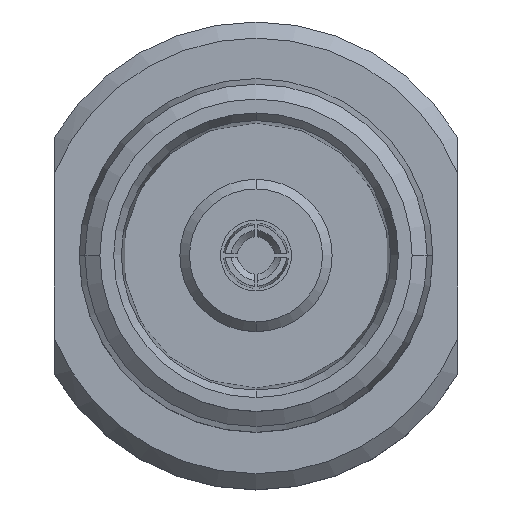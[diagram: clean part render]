
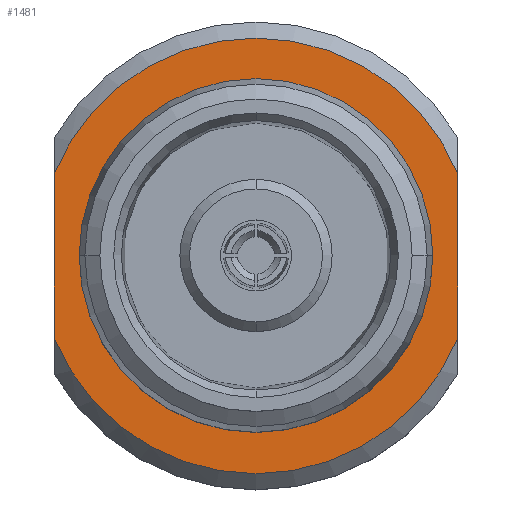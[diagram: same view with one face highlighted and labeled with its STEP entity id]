
A CAD part, top view. The second image highlights one B-rep face of the part: STEP entity #1481.
In plain terms, the highlighted planar face has unit normal (0, 0, 1).
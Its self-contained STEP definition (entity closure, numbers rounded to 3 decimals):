
#42 = CARTESIAN_POINT ( 'NONE',  ( 0., 0., -11.3 ) ) ;
#62 = CARTESIAN_POINT ( 'NONE',  ( 6.25, 3.674, -11.3 ) ) ;
#327 = AXIS2_PLACEMENT_3D ( 'NONE', #1380, #4238, #1802 ) ;
#445 = DIRECTION ( 'NONE',  ( 1., 0., 0. ) ) ;
#461 = DIRECTION ( 'NONE',  ( 0., 1., 0. ) ) ;
#469 = VERTEX_POINT ( 'NONE', #2351 ) ;
#599 = FACE_OUTER_BOUND ( 'NONE', #830, .T. ) ;
#685 = EDGE_CURVE ( 'NONE', #1524, #4751, #4817, .T. ) ;
#751 = LINE ( 'NONE', #2636, #4809 ) ;
#799 = CARTESIAN_POINT ( 'NONE',  ( 0., 0., -11.3 ) ) ;
#830 = EDGE_LOOP ( 'NONE', ( #3135, #4901, #1796, #1891 ) ) ;
#882 = AXIS2_PLACEMENT_3D ( 'NONE', #799, #3629, #1200 ) ;
#1200 = DIRECTION ( 'NONE',  ( 1., 0., 0. ) ) ;
#1224 = DIRECTION ( 'NONE',  ( 0., 0., 1. ) ) ;
#1358 = CARTESIAN_POINT ( 'NONE',  ( -4.84, 0., -11.3 ) ) ;
#1365 = PLANE ( 'NONE',  #327 ) ;
#1380 = CARTESIAN_POINT ( 'NONE',  ( 0., 4.84, -11.3 ) ) ;
#1481 = ADVANCED_FACE ( 'NONE', ( #1549, #599 ), #1365, .F. ) ;
#1524 = VERTEX_POINT ( 'NONE', #2644 ) ;
#1549 = FACE_BOUND ( 'NONE', #2296, .T. ) ;
#1796 = ORIENTED_EDGE ( 'NONE', *, *, #3161, .F. ) ;
#1802 = DIRECTION ( 'NONE',  ( -1., 0., 0. ) ) ;
#1891 = ORIENTED_EDGE ( 'NONE', *, *, #685, .T. ) ;
#2136 = DIRECTION ( 'NONE',  ( 0., 0., 1. ) ) ;
#2246 = CIRCLE ( 'NONE', #882, 6.75 ) ;
#2296 = EDGE_LOOP ( 'NONE', ( #5225, #3208 ) ) ;
#2351 = CARTESIAN_POINT ( 'NONE',  ( -6.25, 2.55, -11.3 ) ) ;
#2381 = EDGE_CURVE ( 'NONE', #3626, #2609, #3062, .T. ) ;
#2609 = VERTEX_POINT ( 'NONE', #1358 ) ;
#2636 = CARTESIAN_POINT ( 'NONE',  ( -6.25, 3.674, -11.3 ) ) ;
#2644 = CARTESIAN_POINT ( 'NONE',  ( -6.25, -2.55, -11.3 ) ) ;
#2813 = AXIS2_PLACEMENT_3D ( 'NONE', #3656, #1224, #4068 ) ;
#2874 = DIRECTION ( 'NONE',  ( 0., 0., 1. ) ) ;
#2899 = CARTESIAN_POINT ( 'NONE',  ( 6.25, -2.55, -11.3 ) ) ;
#3062 = CIRCLE ( 'NONE', #5202, 4.84 ) ;
#3135 = ORIENTED_EDGE ( 'NONE', *, *, #4004, .T. ) ;
#3161 = EDGE_CURVE ( 'NONE', #1524, #469, #751, .T. ) ;
#3208 = ORIENTED_EDGE ( 'NONE', *, *, #5200, .F. ) ;
#3331 = LINE ( 'NONE', #62, #4291 ) ;
#3342 = CARTESIAN_POINT ( 'NONE',  ( 4.84, 0., -11.3 ) ) ;
#3626 = VERTEX_POINT ( 'NONE', #3342 ) ;
#3629 = DIRECTION ( 'NONE',  ( 0., 0., 1. ) ) ;
#3656 = CARTESIAN_POINT ( 'NONE',  ( 0., 0., -11.3 ) ) ;
#3760 = CIRCLE ( 'NONE', #4141, 4.84 ) ;
#4004 = EDGE_CURVE ( 'NONE', #4751, #4368, #3331, .T. ) ;
#4068 = DIRECTION ( 'NONE',  ( 1., 0., 0. ) ) ;
#4141 = AXIS2_PLACEMENT_3D ( 'NONE', #42, #2874, #445 ) ;
#4238 = DIRECTION ( 'NONE',  ( 0., 0., -1. ) ) ;
#4258 = DIRECTION ( 'NONE',  ( 0., 1., 0. ) ) ;
#4291 = VECTOR ( 'NONE', #461, 1000. ) ;
#4368 = VERTEX_POINT ( 'NONE', #4379 ) ;
#4379 = CARTESIAN_POINT ( 'NONE',  ( 6.25, 2.55, -11.3 ) ) ;
#4547 = CARTESIAN_POINT ( 'NONE',  ( 0., 0., -11.3 ) ) ;
#4751 = VERTEX_POINT ( 'NONE', #2899 ) ;
#4809 = VECTOR ( 'NONE', #4258, 1000. ) ;
#4817 = CIRCLE ( 'NONE', #2813, 6.75 ) ;
#4901 = ORIENTED_EDGE ( 'NONE', *, *, #5149, .T. ) ;
#4967 = DIRECTION ( 'NONE',  ( 1., 0., 0. ) ) ;
#5149 = EDGE_CURVE ( 'NONE', #4368, #469, #2246, .T. ) ;
#5200 = EDGE_CURVE ( 'NONE', #2609, #3626, #3760, .T. ) ;
#5202 = AXIS2_PLACEMENT_3D ( 'NONE', #4547, #2136, #4967 ) ;
#5225 = ORIENTED_EDGE ( 'NONE', *, *, #2381, .F. ) ;
